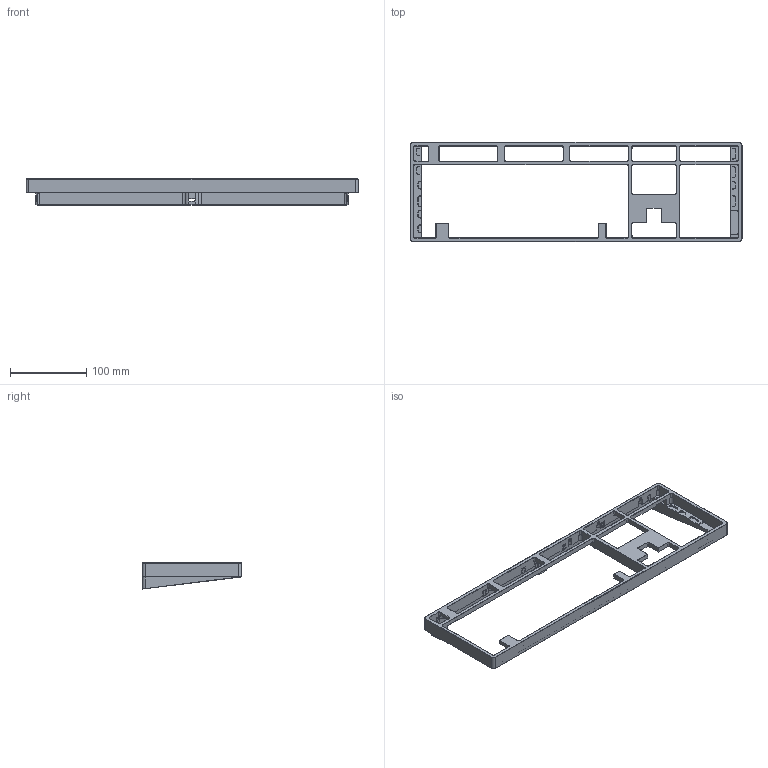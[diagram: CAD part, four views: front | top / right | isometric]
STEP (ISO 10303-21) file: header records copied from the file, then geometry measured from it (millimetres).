
FILE_DESCRIPTION(/* description */ ('STEP AP242','CAx-IF Rec.Pracs.---Representation and Presentation of Product Manufacturing Information (PMI)---4.0---2014-10-13','CAx-IF Rec.Pracs.---3D Tessellated Geometry---0.4---2014-09-14','2;1'),/* implementation_level */ '2;1');
FILE_NAME(/* name */ '687c6aa539bd6204680b88f9',/* time_stamp */ '2025-07-20T04:03:50Z',/* author */ (''),/* organization */ (''),/* preprocessor_version */ 'ST-DEVELOPER v20',/* originating_system */ 'ONSHAPE BY PTC INC, 1.201',/* authorisation */ ' ');
FILE_SCHEMA (('AP242_MANAGED_MODEL_BASED_3D_ENGINEERING_MIM_LF { 1 0 10303 442 1 1 4 }'));
Length unit declared in the file: metre
Products named in the file (1): Top Case
Bounding box: 435.64 x 130.1 x 34.21 mm (x, y, z)
Volume: 145699.8 mm3; surface area: 97343.4 mm2
Topology: 1 solids, 1 shells, 617 faces, 1700 edges, 1076 vertices
Faces by surface type: plane 303, cylinder 213, cone 99, bspline 2
Full cylindrical faces by diameter (mm): 1.6 x10, 2.05 x15
Entity records: 19006 total; most frequent: CARTESIAN_POINT 3349, DIRECTION 3332, ORIENTED_EDGE 3200, EDGE_CURVE 1600, AXIS2_PLACEMENT_3D 1128, LINE 1076, VECTOR 1076, VERTEX_POINT 1051
